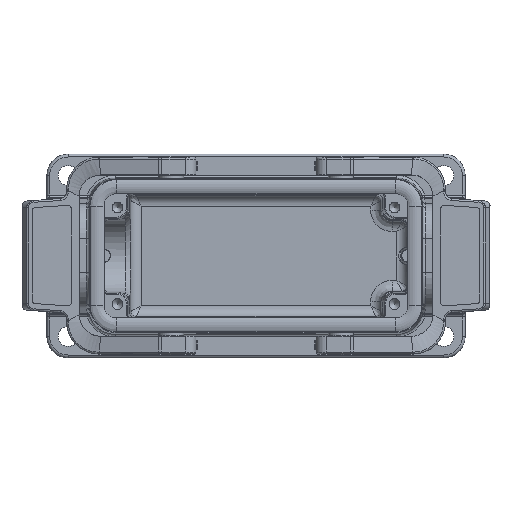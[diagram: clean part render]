
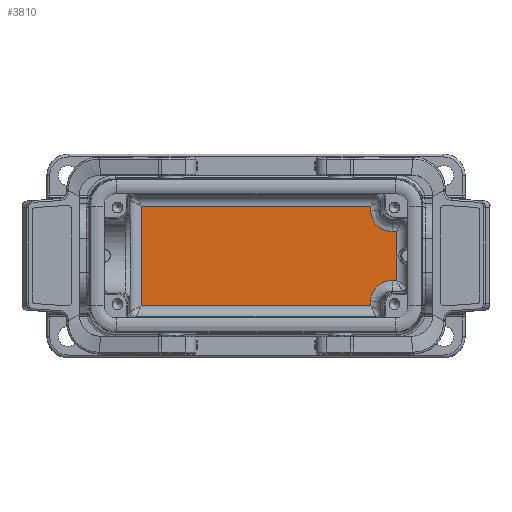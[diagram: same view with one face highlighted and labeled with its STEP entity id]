
A CAD part, top view. The second image highlights one B-rep face of the part: STEP entity #3810.
In plain terms, the highlighted planar face has unit normal (0, 0, 1).
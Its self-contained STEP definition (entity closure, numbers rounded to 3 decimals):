
#3173=FACE_OUTER_BOUND('',#5764,.T.);
#3810=ADVANCED_FACE('',(#3173),#4497,.F.);
#4497=PLANE('',#15023);
#4795=ELLIPSE('',#15021,6.003,6.);
#4796=ELLIPSE('',#15022,6.003,6.);
#5764=EDGE_LOOP('',(#6860,#6861,#6862,#6863,#6864,#6865,#6866,#6867,#6868,
#6869));
#6860=ORIENTED_EDGE('',*,*,#11262,.T.);
#6861=ORIENTED_EDGE('',*,*,#11263,.T.);
#6862=ORIENTED_EDGE('',*,*,#11264,.T.);
#6863=ORIENTED_EDGE('',*,*,#11265,.T.);
#6864=ORIENTED_EDGE('',*,*,#11266,.T.);
#6865=ORIENTED_EDGE('',*,*,#11267,.T.);
#6866=ORIENTED_EDGE('',*,*,#11268,.T.);
#6867=ORIENTED_EDGE('',*,*,#11269,.T.);
#6868=ORIENTED_EDGE('',*,*,#11270,.T.);
#6869=ORIENTED_EDGE('',*,*,#11271,.T.);
#10154=VERTEX_POINT('',#20343);
#10155=VERTEX_POINT('',#20344);
#10156=VERTEX_POINT('',#20346);
#10157=VERTEX_POINT('',#20348);
#10158=VERTEX_POINT('',#20350);
#10159=VERTEX_POINT('',#20352);
#10160=VERTEX_POINT('',#20354);
#10161=VERTEX_POINT('',#20356);
#10162=VERTEX_POINT('',#20358);
#10163=VERTEX_POINT('',#20360);
#11262=EDGE_CURVE('',#10154,#10155,#12820,.T.);
#11263=EDGE_CURVE('',#10155,#10156,#12821,.T.);
#11264=EDGE_CURVE('',#10156,#10157,#4795,.T.);
#11265=EDGE_CURVE('',#10157,#10158,#12822,.T.);
#11266=EDGE_CURVE('',#10158,#10159,#12823,.T.);
#11267=EDGE_CURVE('',#10159,#10160,#12824,.T.);
#11268=EDGE_CURVE('',#10160,#10161,#12825,.T.);
#11269=EDGE_CURVE('',#10161,#10162,#12826,.T.);
#11270=EDGE_CURVE('',#10162,#10163,#4796,.T.);
#11271=EDGE_CURVE('',#10163,#10154,#12827,.T.);
#12820=LINE('',#20342,#13720);
#12821=LINE('',#20345,#13721);
#12822=LINE('',#20349,#13722);
#12823=LINE('',#20351,#13723);
#12824=LINE('',#20353,#13724);
#12825=LINE('',#20355,#13725);
#12826=LINE('',#20357,#13726);
#12827=LINE('',#20361,#13727);
#13720=VECTOR('',#16547,1.);
#13721=VECTOR('',#16548,1.);
#13722=VECTOR('',#16551,1.);
#13723=VECTOR('',#16552,1.);
#13724=VECTOR('',#16553,1.);
#13725=VECTOR('',#16554,1.);
#13726=VECTOR('',#16555,1.);
#13727=VECTOR('',#16558,1.);
#15021=AXIS2_PLACEMENT_3D('',#20347,#16549,#16550);
#15022=AXIS2_PLACEMENT_3D('',#20359,#16556,#16557);
#15023=AXIS2_PLACEMENT_3D('',#20362,#16559,#16560);
#16547=DIRECTION('',(0.,1.,0.));
#16548=DIRECTION('',(-1.,0.,0.));
#16549=DIRECTION('',(0.,0.,-1.));
#16550=DIRECTION('',(0.832,0.555,0.));
#16551=DIRECTION('',(0.,1.,0.));
#16552=DIRECTION('',(-1.,0.,0.));
#16553=DIRECTION('',(0.,-1.,0.));
#16554=DIRECTION('',(1.,0.,0.));
#16555=DIRECTION('',(0.,1.,0.));
#16556=DIRECTION('',(0.,0.,-1.));
#16557=DIRECTION('',(-0.832,0.555,0.));
#16558=DIRECTION('',(1.,0.,0.));
#16559=DIRECTION('',(0.,0.,-1.));
#16560=DIRECTION('',(-1.,0.,0.));
#20342=CARTESIAN_POINT('',(39.299,0.,-40.25));
#20343=CARTESIAN_POINT('',(39.299,-6.849,-40.25));
#20344=CARTESIAN_POINT('',(39.299,6.849,-40.25));
#20345=CARTESIAN_POINT('',(-42.247,6.849,-40.25));
#20346=CARTESIAN_POINT('',(38.073,6.849,-40.25));
#20347=CARTESIAN_POINT('',(38.076,12.85,-40.25));
#20348=CARTESIAN_POINT('',(32.073,12.848,-40.25));
#20349=CARTESIAN_POINT('',(32.073,17.75,-40.25));
#20350=CARTESIAN_POINT('',(32.073,13.966,-40.25));
#20351=CARTESIAN_POINT('',(-33.496,13.966,-40.25));
#20352=CARTESIAN_POINT('',(-32.073,13.966,-40.25));
#20353=CARTESIAN_POINT('',(-32.073,17.75,-40.25));
#20354=CARTESIAN_POINT('',(-32.073,-13.966,-40.25));
#20355=CARTESIAN_POINT('',(33.496,-13.966,-40.25));
#20356=CARTESIAN_POINT('',(32.073,-13.966,-40.25));
#20357=CARTESIAN_POINT('',(32.073,17.75,-40.25));
#20358=CARTESIAN_POINT('',(32.073,-12.848,-40.25));
#20359=CARTESIAN_POINT('',(38.076,-12.85,-40.25));
#20360=CARTESIAN_POINT('',(38.073,-6.849,-40.25));
#20361=CARTESIAN_POINT('',(-42.247,-6.849,-40.25));
#20362=CARTESIAN_POINT('',(-42.247,17.75,-40.25));
